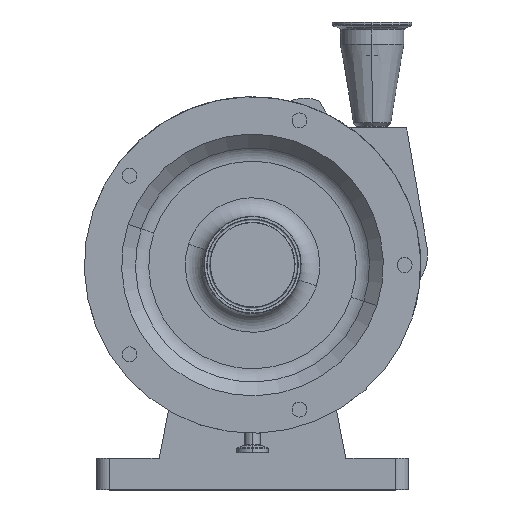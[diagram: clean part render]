
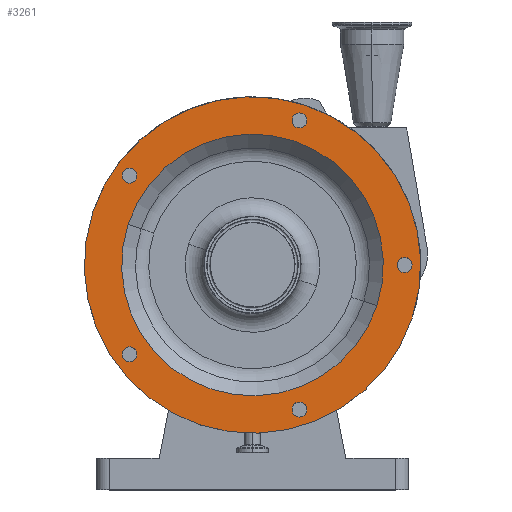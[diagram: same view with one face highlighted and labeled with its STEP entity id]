
A CAD part, top view. The second image highlights one B-rep face of the part: STEP entity #3261.
In plain terms, the highlighted planar face has unit normal (0, 0, 1).
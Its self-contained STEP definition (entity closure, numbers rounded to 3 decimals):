
#11 = EDGE_CURVE ( 'NONE', #48, #19, #7140, .T. ) ;
#19 = VERTEX_POINT ( 'NONE', #7209 ) ;
#21 = VERTEX_POINT ( 'NONE', #7225 ) ;
#33 = EDGE_CURVE ( 'NONE', #51, #66, #7262, .T. ) ;
#48 = VERTEX_POINT ( 'NONE', #7436 ) ;
#51 = VERTEX_POINT ( 'NONE', #7425 ) ;
#55 = VERTEX_POINT ( 'NONE', #7437 ) ;
#64 = VERTEX_POINT ( 'NONE', #7450 ) ;
#65 = EDGE_CURVE ( 'NONE', #71, #55, #7271, .T. ) ;
#66 = VERTEX_POINT ( 'NONE', #7428 ) ;
#71 = VERTEX_POINT ( 'NONE', #7502 ) ;
#80 = EDGE_CURVE ( 'NONE', #64, #21, #7504, .T. ) ;
#84 = VERTEX_POINT ( 'NONE', #7495 ) ;
#88 = EDGE_CURVE ( 'NONE', #84, #91, #7476, .T. ) ;
#91 = VERTEX_POINT ( 'NONE', #7491 ) ;
#94 = VERTEX_POINT ( 'NONE', #7488 ) ;
#97 = EDGE_CURVE ( 'NONE', #94, #102, #7435, .T. ) ;
#102 = VERTEX_POINT ( 'NONE', #7523 ) ;
#253 = VERTEX_POINT ( 'NONE', #4633 ) ;
#277 = EDGE_CURVE ( 'NONE', #278, #253, #4646, .T. ) ;
#278 = VERTEX_POINT ( 'NONE', #4660 ) ;
#3174 = EDGE_LOOP ( 'NONE', ( #3287, #3288 ) ) ;
#3179 = EDGE_CURVE ( 'NONE', #91, #84, #5182, .T. ) ;
#3211 = EDGE_CURVE ( 'NONE', #66, #51, #5221, .T. ) ;
#3213 = EDGE_CURVE ( 'NONE', #55, #71, #5217, .T. ) ;
#3227 = ORIENTED_EDGE ( 'NONE', *, *, #80, .F. ) ;
#3228 = EDGE_CURVE ( 'NONE', #21, #64, #5028, .T. ) ;
#3235 = EDGE_CURVE ( 'NONE', #102, #94, #5269, .T. ) ;
#3254 = EDGE_LOOP ( 'NONE', ( #3258, #3227 ) ) ;
#3258 = ORIENTED_EDGE ( 'NONE', *, *, #3228, .F. ) ;
#3260 = EDGE_CURVE ( 'NONE', #19, #48, #5460, .T. ) ;
#3261 = ADVANCED_FACE ( 'NONE', ( #5432, #5423, #5446, #5445, #5443, #5425, #5438 ), #5414, .F. ) ;
#3272 = ORIENTED_EDGE ( 'NONE', *, *, #3211, .F. ) ;
#3273 = ORIENTED_EDGE ( 'NONE', *, *, #3281, .T. ) ;
#3276 = ORIENTED_EDGE ( 'NONE', *, *, #3260, .F. ) ;
#3279 = ORIENTED_EDGE ( 'NONE', *, *, #3235, .F. ) ;
#3281 = EDGE_CURVE ( 'NONE', #253, #278, #5504, .T. ) ;
#3282 = ORIENTED_EDGE ( 'NONE', *, *, #88, .F. ) ;
#3286 = ORIENTED_EDGE ( 'NONE', *, *, #277, .T. ) ;
#3287 = ORIENTED_EDGE ( 'NONE', *, *, #3213, .F. ) ;
#3288 = ORIENTED_EDGE ( 'NONE', *, *, #65, .F. ) ;
#3289 = EDGE_LOOP ( 'NONE', ( #3305, #3282 ) ) ;
#3299 = EDGE_LOOP ( 'NONE', ( #3279, #3304 ) ) ;
#3300 = ORIENTED_EDGE ( 'NONE', *, *, #11, .F. ) ;
#3303 = ORIENTED_EDGE ( 'NONE', *, *, #33, .F. ) ;
#3304 = ORIENTED_EDGE ( 'NONE', *, *, #97, .F. ) ;
#3305 = ORIENTED_EDGE ( 'NONE', *, *, #3179, .F. ) ;
#3308 = EDGE_LOOP ( 'NONE', ( #3286, #3273 ) ) ;
#3315 = EDGE_LOOP ( 'NONE', ( #3276, #3300 ) ) ;
#3317 = EDGE_LOOP ( 'NONE', ( #3272, #3303 ) ) ;
#4633 = CARTESIAN_POINT ( 'NONE',  ( -128.393, 41.717, 200. ) ) ;
#4646 = CIRCLE ( 'NONE', #4659, 135. ) ;
#4657 = DIRECTION ( 'NONE',  ( 0., 0., 1. ) ) ;
#4658 = CARTESIAN_POINT ( 'NONE',  ( 0., 0., 200. ) ) ;
#4659 = AXIS2_PLACEMENT_3D ( 'NONE', #4658, #4657, #4663 ) ;
#4660 = CARTESIAN_POINT ( 'NONE',  ( 128.393, -41.717, 200. ) ) ;
#4663 = DIRECTION ( 'NONE',  ( 0.951, -0.309, 0. ) ) ;
#4968 = DIRECTION ( 'NONE',  ( -0.951, -0.309, 0. ) ) ;
#5008 = CARTESIAN_POINT ( 'NONE',  ( 122., 0., 200. ) ) ;
#5009 = AXIS2_PLACEMENT_3D ( 'NONE', #5008, #5124, #5123 ) ;
#5028 = CIRCLE ( 'NONE', #5009, 6. ) ;
#5123 = DIRECTION ( 'NONE',  ( 0., -1., 0. ) ) ;
#5124 = DIRECTION ( 'NONE',  ( 0., 0., 1. ) ) ;
#5167 = DIRECTION ( 'NONE',  ( 0.951, -0.309, 0. ) ) ;
#5168 = DIRECTION ( 'NONE',  ( 0., 0., 1. ) ) ;
#5181 = CARTESIAN_POINT ( 'NONE',  ( 37.7, 116.029, 200. ) ) ;
#5182 = CIRCLE ( 'NONE', #5187, 6. ) ;
#5187 = AXIS2_PLACEMENT_3D ( 'NONE', #5181, #5168, #5167 ) ;
#5192 = DIRECTION ( 'NONE',  ( 0., 0., 1. ) ) ;
#5193 = CARTESIAN_POINT ( 'NONE',  ( 37.7, -116.029, 200. ) ) ;
#5194 = AXIS2_PLACEMENT_3D ( 'NONE', #5193, #5192, #4968 ) ;
#5203 = DIRECTION ( 'NONE',  ( 0., 0., 1. ) ) ;
#5209 = CARTESIAN_POINT ( 'NONE',  ( -98.7, -71.71, 200. ) ) ;
#5212 = DIRECTION ( 'NONE',  ( -0.588, 0.809, 0. ) ) ;
#5217 = CIRCLE ( 'NONE', #5194, 6. ) ;
#5219 = AXIS2_PLACEMENT_3D ( 'NONE', #5209, #5203, #5212 ) ;
#5221 = CIRCLE ( 'NONE', #5219, 6. ) ;
#5269 = CIRCLE ( 'NONE', #5370, 105. ) ;
#5315 = CARTESIAN_POINT ( 'NONE',  ( 0., 0., 200. ) ) ;
#5316 = DIRECTION ( 'NONE',  ( 0.951, -0.309, 0. ) ) ;
#5317 = DIRECTION ( 'NONE',  ( 0., 0., 1. ) ) ;
#5370 = AXIS2_PLACEMENT_3D ( 'NONE', #5315, #5317, #5316 ) ;
#5413 = CARTESIAN_POINT ( 'NONE',  ( -98.7, 71.71, 200. ) ) ;
#5414 = PLANE ( 'NONE',  #5444 ) ;
#5423 = FACE_BOUND ( 'NONE', #3174, .T. ) ;
#5425 = FACE_OUTER_BOUND ( 'NONE', #3308, .T. ) ;
#5426 = CARTESIAN_POINT ( 'NONE',  ( 12.052, 37.091, 200. ) ) ;
#5431 = DIRECTION ( 'NONE',  ( 0., 0., -1. ) ) ;
#5432 = FACE_BOUND ( 'NONE', #3254, .T. ) ;
#5433 = DIRECTION ( 'NONE',  ( 0.588, 0.809, 0. ) ) ;
#5434 = DIRECTION ( 'NONE',  ( 0., 0., 1. ) ) ;
#5435 = AXIS2_PLACEMENT_3D ( 'NONE', #5413, #5434, #5433 ) ;
#5438 = FACE_BOUND ( 'NONE', #3299, .T. ) ;
#5443 = FACE_BOUND ( 'NONE', #3289, .T. ) ;
#5444 = AXIS2_PLACEMENT_3D ( 'NONE', #5426, #5431, #5456 ) ;
#5445 = FACE_BOUND ( 'NONE', #3315, .T. ) ;
#5446 = FACE_BOUND ( 'NONE', #3317, .T. ) ;
#5456 = DIRECTION ( 'NONE',  ( -0.951, 0.309, 0. ) ) ;
#5460 = CIRCLE ( 'NONE', #5435, 6. ) ;
#5504 = CIRCLE ( 'NONE', #5543, 135. ) ;
#5512 = DIRECTION ( 'NONE',  ( 0.951, -0.309, 0. ) ) ;
#5513 = DIRECTION ( 'NONE',  ( 0., 0., 1. ) ) ;
#5536 = CARTESIAN_POINT ( 'NONE',  ( 0., 0., 200. ) ) ;
#5543 = AXIS2_PLACEMENT_3D ( 'NONE', #5536, #5513, #5512 ) ;
#7018 = DIRECTION ( 'NONE',  ( 0., 0., 1. ) ) ;
#7103 = DIRECTION ( 'NONE',  ( -0.588, 0.809, 0. ) ) ;
#7120 = DIRECTION ( 'NONE',  ( -0.951, -0.309, 0. ) ) ;
#7133 = AXIS2_PLACEMENT_3D ( 'NONE', #7141, #7137, #7144 ) ;
#7137 = DIRECTION ( 'NONE',  ( 0., 0., 1. ) ) ;
#7140 = CIRCLE ( 'NONE', #7133, 6. ) ;
#7141 = CARTESIAN_POINT ( 'NONE',  ( -98.7, 71.71, 200. ) ) ;
#7144 = DIRECTION ( 'NONE',  ( 0.588, 0.809, 0. ) ) ;
#7209 = CARTESIAN_POINT ( 'NONE',  ( -95.173, 76.564, 200. ) ) ;
#7225 = CARTESIAN_POINT ( 'NONE',  ( 122., -6., 200. ) ) ;
#7233 = AXIS2_PLACEMENT_3D ( 'NONE', #7238, #7018, #7103 ) ;
#7238 = CARTESIAN_POINT ( 'NONE',  ( -98.7, -71.71, 200. ) ) ;
#7262 = CIRCLE ( 'NONE', #7233, 6. ) ;
#7271 = CIRCLE ( 'NONE', #7315, 6. ) ;
#7310 = DIRECTION ( 'NONE',  ( 0., 0., 1. ) ) ;
#7311 = CARTESIAN_POINT ( 'NONE',  ( 37.7, -116.029, 200. ) ) ;
#7315 = AXIS2_PLACEMENT_3D ( 'NONE', #7311, #7310, #7120 ) ;
#7371 = CARTESIAN_POINT ( 'NONE',  ( 0., 0., 200. ) ) ;
#7377 = AXIS2_PLACEMENT_3D ( 'NONE', #7371, #7387, #7395 ) ;
#7387 = DIRECTION ( 'NONE',  ( 0., 0., 1. ) ) ;
#7395 = DIRECTION ( 'NONE',  ( 0.951, -0.309, 0. ) ) ;
#7425 = CARTESIAN_POINT ( 'NONE',  ( -95.173, -76.564, 200. ) ) ;
#7428 = CARTESIAN_POINT ( 'NONE',  ( -102.227, -66.856, 200. ) ) ;
#7435 = CIRCLE ( 'NONE', #7377, 105. ) ;
#7436 = CARTESIAN_POINT ( 'NONE',  ( -102.227, 66.856, 200. ) ) ;
#7437 = CARTESIAN_POINT ( 'NONE',  ( 31.994, -117.883, 200. ) ) ;
#7450 = CARTESIAN_POINT ( 'NONE',  ( 122., 6., 200. ) ) ;
#7474 = DIRECTION ( 'NONE',  ( 0., 0., 1. ) ) ;
#7475 = CARTESIAN_POINT ( 'NONE',  ( 122., 0., 200. ) ) ;
#7476 = CIRCLE ( 'NONE', #7480, 6. ) ;
#7477 = DIRECTION ( 'NONE',  ( 0.951, -0.309, 0. ) ) ;
#7478 = DIRECTION ( 'NONE',  ( 0., 0., 1. ) ) ;
#7479 = CARTESIAN_POINT ( 'NONE',  ( 37.7, 116.029, 200. ) ) ;
#7480 = AXIS2_PLACEMENT_3D ( 'NONE', #7479, #7478, #7477 ) ;
#7481 = DIRECTION ( 'NONE',  ( 0., -1., 0. ) ) ;
#7488 = CARTESIAN_POINT ( 'NONE',  ( -99.861, 32.447, 200. ) ) ;
#7491 = CARTESIAN_POINT ( 'NONE',  ( 43.406, 114.175, 200. ) ) ;
#7495 = CARTESIAN_POINT ( 'NONE',  ( 31.994, 117.883, 200. ) ) ;
#7502 = CARTESIAN_POINT ( 'NONE',  ( 43.406, -114.175, 200. ) ) ;
#7504 = CIRCLE ( 'NONE', #7517, 6. ) ;
#7517 = AXIS2_PLACEMENT_3D ( 'NONE', #7475, #7474, #7481 ) ;
#7523 = CARTESIAN_POINT ( 'NONE',  ( 99.861, -32.447, 200. ) ) ;
